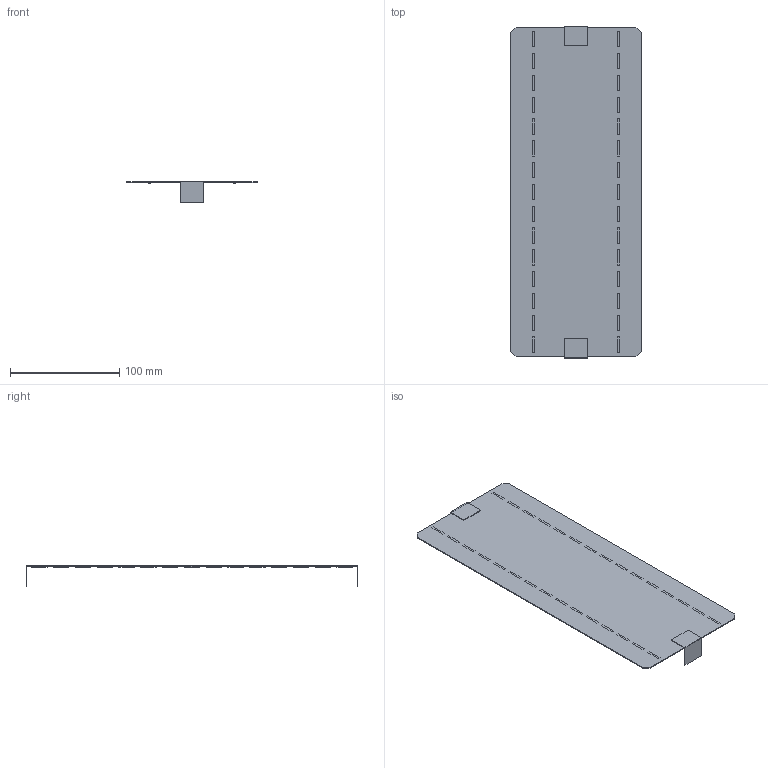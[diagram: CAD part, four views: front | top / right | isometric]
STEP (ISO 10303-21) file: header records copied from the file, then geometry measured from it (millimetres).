
FILE_DESCRIPTION(/* description */ (''),/* implementation_level */ '2;1');
FILE_NAME(/* name */ '485310.stp',/* time_stamp */ '2023-12-19T13:48:31+01:00',/* author */ ('bonnaudn'),/* organization */ (''),/* preprocessor_version */ 'ST-DEVELOPER v19.2',/* originating_system */ 'AutoCAD Mechanical',/* authorisation */ '');
FILE_SCHEMA (('AUTOMOTIVE_DESIGN { 1 0 10303 214 3 1 1 }'));
Length unit declared in the file: millimetre
Products named in the file (1): Product
Bounding box: 120 x 304.5 x 19.88 mm (x, y, z)
Volume: 30162.3 mm3; surface area: 78129.3 mm2
Topology: 3 solids, 63 shells, 86 faces, 300 edges, 280 vertices
Faces by surface type: plane 86
Entity records: 3339 total; most frequent: CARTESIAN_POINT 667, DIRECTION 474, ORIENTED_EDGE 360, LINE 300, VECTOR 300, EDGE_CURVE 300, VERTEX_POINT 280, AXIS2_PLACEMENT_3D 87
